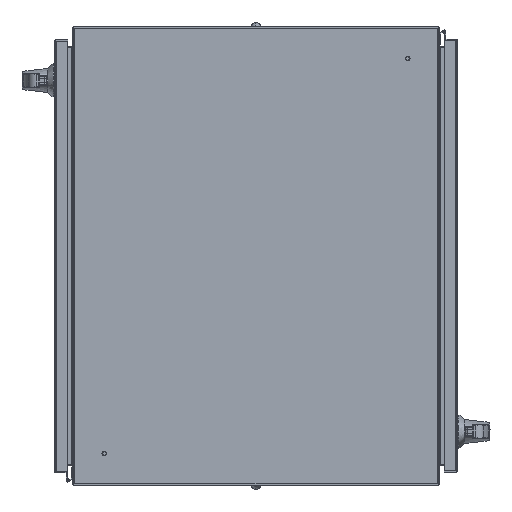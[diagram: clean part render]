
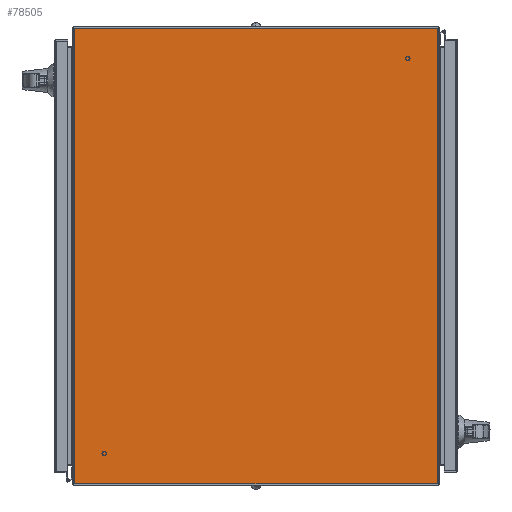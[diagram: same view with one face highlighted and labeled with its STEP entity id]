
A CAD part, front view. The second image highlights one B-rep face of the part: STEP entity #78505.
In plain terms, the highlighted face is planar.
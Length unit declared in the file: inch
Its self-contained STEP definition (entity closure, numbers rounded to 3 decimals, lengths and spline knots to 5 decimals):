
#2628 = VERTEX_POINT ( 'NONE', #97499 ) ;
#4731 = CARTESIAN_POINT ( 'NONE',  ( 14.935, -12.03, 0. ) ) ;
#8422 = ORIENTED_EDGE ( 'NONE', *, *, #114799, .T. ) ;
#17265 = LINE ( 'NONE', #94316, #144285 ) ;
#18909 = CARTESIAN_POINT ( 'NONE',  ( -14.935, 11.887, 0. ) ) ;
#29781 = EDGE_LOOP ( 'NONE', ( #106137, #103687, #8422, #43697 ) ) ;
#35848 = FACE_OUTER_BOUND ( 'NONE', #29781, .T. ) ;
#39787 = DIRECTION ( 'NONE',  ( 0., -1., 0. ) ) ;
#43697 = ORIENTED_EDGE ( 'NONE', *, *, #117127, .T. ) ;
#47775 = DIRECTION ( 'NONE',  ( 1., 0., 0. ) ) ;
#54258 = LINE ( 'NONE', #128851, #100810 ) ;
#73303 = DIRECTION ( 'NONE',  ( 0., 0., -1. ) ) ;
#77159 = LINE ( 'NONE', #115730, #136417 ) ;
#78505 = ADVANCED_FACE ( 'NONE', ( #35848 ), #167372, .T. ) ;
#92884 = VERTEX_POINT ( 'NONE', #148259 ) ;
#93671 = EDGE_CURVE ( 'NONE', #136686, #2628, #17265, .T. ) ;
#94316 = CARTESIAN_POINT ( 'NONE',  ( 14.935, -12.03, 0. ) ) ;
#95385 = CARTESIAN_POINT ( 'NONE',  ( -14.935, -12.03, 0. ) ) ;
#97499 = CARTESIAN_POINT ( 'NONE',  ( 14.935, -11.887, 0. ) ) ;
#97793 = AXIS2_PLACEMENT_3D ( 'NONE', #4731, #73303, #98783 ) ;
#98783 = DIRECTION ( 'NONE',  ( -1., 0., 0. ) ) ;
#100810 = VECTOR ( 'NONE', #47775, 39.37008 ) ;
#103687 = ORIENTED_EDGE ( 'NONE', *, *, #127417, .T. ) ;
#106137 = ORIENTED_EDGE ( 'NONE', *, *, #93671, .T. ) ;
#114799 = EDGE_CURVE ( 'NONE', #92884, #166098, #170972, .T. ) ;
#115730 = CARTESIAN_POINT ( 'NONE',  ( 14.935, -11.887, 0. ) ) ;
#117127 = EDGE_CURVE ( 'NONE', #166098, #136686, #54258, .T. ) ;
#124593 = VECTOR ( 'NONE', #149785, 39.37008 ) ;
#127417 = EDGE_CURVE ( 'NONE', #2628, #92884, #77159, .T. ) ;
#128851 = CARTESIAN_POINT ( 'NONE',  ( 14.935, 11.887, 0. ) ) ;
#136417 = VECTOR ( 'NONE', #156526, 39.37008 ) ;
#136686 = VERTEX_POINT ( 'NONE', #167324 ) ;
#144285 = VECTOR ( 'NONE', #39787, 39.37008 ) ;
#148259 = CARTESIAN_POINT ( 'NONE',  ( -14.935, -11.887, 0. ) ) ;
#149785 = DIRECTION ( 'NONE',  ( 0., 1., 0. ) ) ;
#156526 = DIRECTION ( 'NONE',  ( -1., 0., 0. ) ) ;
#166098 = VERTEX_POINT ( 'NONE', #18909 ) ;
#167324 = CARTESIAN_POINT ( 'NONE',  ( 14.935, 11.887, 0. ) ) ;
#167372 = PLANE ( 'NONE',  #97793 ) ;
#170972 = LINE ( 'NONE', #95385, #124593 ) ;
